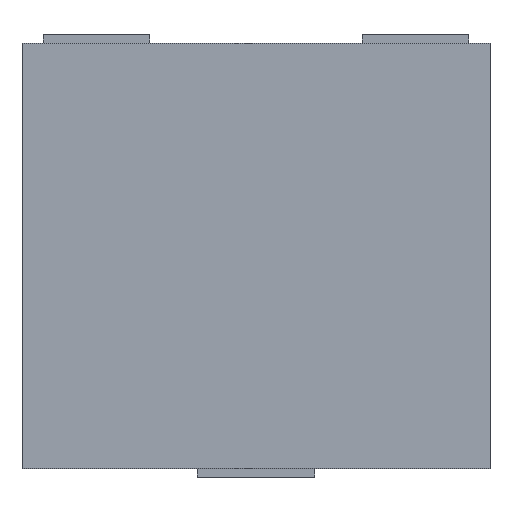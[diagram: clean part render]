
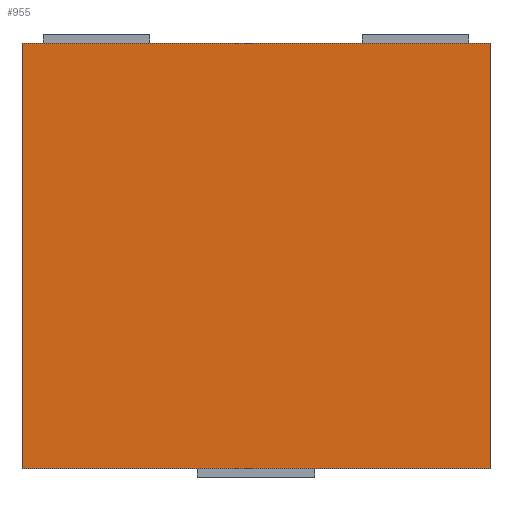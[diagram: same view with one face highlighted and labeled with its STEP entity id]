
A CAD part, top view. The second image highlights one B-rep face of the part: STEP entity #955.
In plain terms, the highlighted planar face has unit normal (0, 0, 1).
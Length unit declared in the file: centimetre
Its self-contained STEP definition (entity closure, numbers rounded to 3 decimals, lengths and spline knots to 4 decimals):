
#177=CARTESIAN_POINT('',(0.055,-0.05,0.04));
#178=VERTEX_POINT('',#177);
#185=CARTESIAN_POINT('',(-0.055,-0.05,0.04));
#186=VERTEX_POINT('',#185);
#187=CARTESIAN_POINT('',(12344.945,-0.05,0.04));
#188=DIRECTION('',(-1.,0.,-0.));
#189=VECTOR('',#188,24690.);
#190=LINE('',#187,#189);
#191=EDGE_CURVE('',#178,#186,#190,.T.);
#248=CARTESIAN_POINT('',(-0.055,0.05,0.04));
#249=VERTEX_POINT('',#248);
#256=CARTESIAN_POINT('',(0.055,0.05,0.04));
#257=VERTEX_POINT('',#256);
#258=CARTESIAN_POINT('',(-12344.945,0.05,0.04));
#259=DIRECTION('',(1.,0.,-0.));
#260=VECTOR('',#259,24690.);
#261=LINE('',#258,#260);
#262=EDGE_CURVE('',#249,#257,#261,.T.);
#915=CARTESIAN_POINT('',(-0.055,-12344.95,0.04));
#916=DIRECTION('',(0.,1.,0.));
#917=VECTOR('',#916,24690.);
#918=LINE('',#915,#917);
#919=EDGE_CURVE('',#186,#249,#918,.T.);
#933=CARTESIAN_POINT('',(0.055,12344.95,0.04));
#934=DIRECTION('',(0.,-1.,0.));
#935=VECTOR('',#934,24690.);
#936=LINE('',#933,#935);
#937=EDGE_CURVE('',#257,#178,#936,.T.);
#944=CARTESIAN_POINT('',(0.,0.,0.04));
#945=DIRECTION('',(0.,0.,1.));
#946=DIRECTION('',(1.,0.,0.));
#947=AXIS2_PLACEMENT_3D('',#944,#945,#946);
#948=PLANE('',#947);
#949=ORIENTED_EDGE('',*,*,#262,.F.);
#950=ORIENTED_EDGE('',*,*,#919,.F.);
#951=ORIENTED_EDGE('',*,*,#191,.F.);
#952=ORIENTED_EDGE('',*,*,#937,.F.);
#953=EDGE_LOOP('',(#949,#950,#951,#952));
#954=FACE_BOUND('',#953,.T.);
#955=ADVANCED_FACE('',(#954),#948,.T.);
